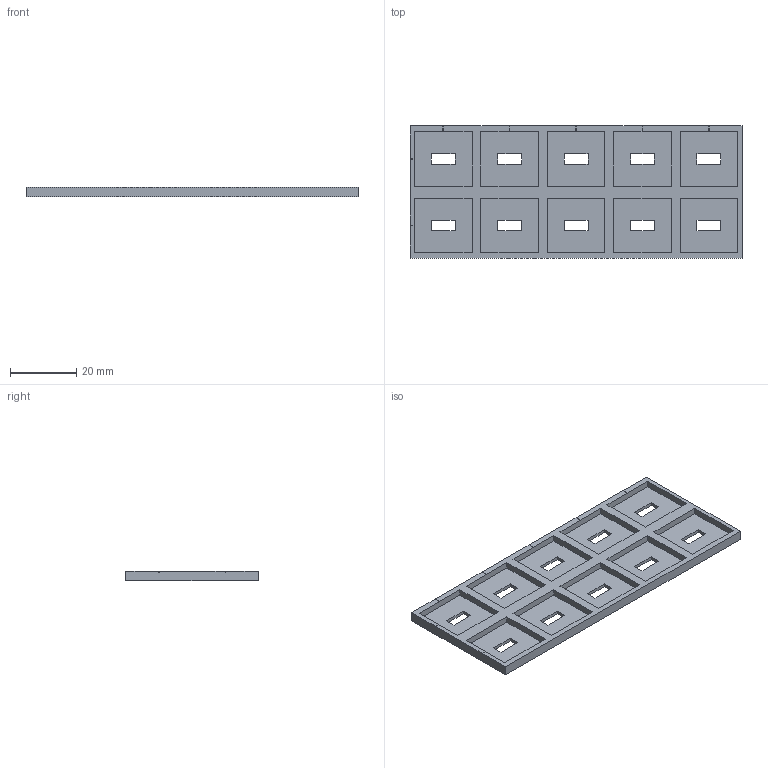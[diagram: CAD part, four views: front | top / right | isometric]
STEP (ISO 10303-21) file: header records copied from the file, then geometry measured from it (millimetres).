
FILE_DESCRIPTION (( 'STEP AP214' ), '1' );
FILE_NAME ('kailh-engraver.STEP', '2023-05-15T09:32:48', ( '' ), ( '' ), 'SwSTEP 2.0', 'SolidWorks 2021', '' );
FILE_SCHEMA (( 'AUTOMOTIVE_DESIGN' ));
Length unit declared in the file: millimetre
Products named in the file (1): kailh-engraver
Bounding box: 99.95 x 39.9 x 3 mm (x, y, z)
Volume: 6025 mm3; surface area: 9922.6 mm2
Topology: 1 solids, 1 shells, 124 faces, 336 edges, 224 vertices
Faces by surface type: plane 124
Entity records: 3894 total; most frequent: CARTESIAN_POINT 685, ORIENTED_EDGE 672, DIRECTION 586, VECTOR 336, EDGE_CURVE 336, LINE 336, VERTEX_POINT 224, EDGE_LOOP 154
